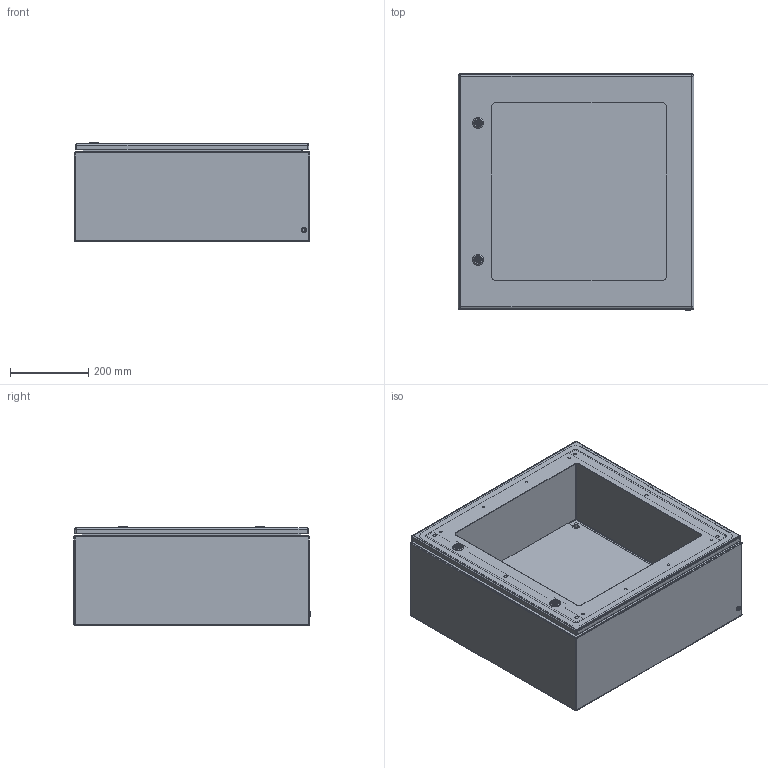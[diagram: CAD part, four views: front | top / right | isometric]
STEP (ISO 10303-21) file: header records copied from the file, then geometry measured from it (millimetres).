
FILE_DESCRIPTION(/* description */ (''),/* implementation_level */ '2;1');
FILE_NAME(/* name */ 'INX606025.stp',/* time_stamp */ '2018-04-10T10:14:42+02:00',/* author */ (''),/* organization */ (''),/* preprocessor_version */ 'ST-DEVELOPER v15',/* originating_system */ 'SIEMENS PLM Software NX 9.0',/* authorisation */ '');
FILE_SCHEMA (('CONFIG_CONTROL_DESIGN'));
Length unit declared in the file: millimetre
Products named in the file (14): 995.P048_012260; X6X67152_1_REFUERZO_A=6009542261; TUERCA_M6_ESTRIADA7422266; TUERCA_CIERRE13072262; X6X67152_REFUERZO_A=60015192263; Puerta_600X600_RF18962264; JUNTA_SILICONA_606024842267; 55514_BISAGRA_PUERTA_ARGENTA_26492268; PL6060_stp; Cuerpo_606025_cod_6607428142270; 92695_1_TUERCA_REM_CERRADA_6X2229792269; CIERRE_INOX13542272; PUERTA_INOX4122273; INX606025_stp
Assembly tree (20 placements, depth 4):
  INX606025_stp
    92695_1_TUERCA_REM_CERRADA_6X2229792269
    Cuerpo_606025_cod_6607428142270
    PUERTA_INOX4122273
      CIERRE_INOX13542272  x2
        995.P048_012260
      55514_BISAGRA_PUERTA_ARGENTA_26492268
      JUNTA_SILICONA_606024842267
      Puerta_600X600_RF18962264
      X6X67152_REFUERZO_A=60015192263
      TUERCA_CIERRE13072262  x2
      TUERCA_M6_ESTRIADA7422266  x6
      X6X67152_1_REFUERZO_A=6009542261
    PL6060_stp
Bounding box: 600 x 601.65 x 253.5 mm (x, y, z)
Volume: 2715572.2 mm3; surface area: 3213236.3 mm2
Topology: 33 solids, 33 shells, 1366 faces, 3326 edges, 2065 vertices
Faces by surface type: plane 669, cylinder 539, bspline 59, cone 43, sphere 29, torus 27
Full cylindrical faces by diameter (mm): 3.3 x8, 5 x2, 5.2 x19, 5.25 x21, 5.85 x2, 6 x15, 6.5 x13, 6.8 x2, 7 x2, 7.4 x1, 8 x4, 8.4 x4, 8.5 x3, 8.9 x1, 9 x5, 9.5 x2, 10 x2, 12.9 x1, 16.25 x4, 17 x4, 19.3 x2, 20.25 x2
Entity records: 30415 total; most frequent: CARTESIAN_POINT 6260, DIRECTION 4673, ORIENTED_EDGE 4612, EDGE_CURVE 2306, AXIS2_PLACEMENT_3D 1753, VERTEX_POINT 1448, LINE 1167, VECTOR 1167
